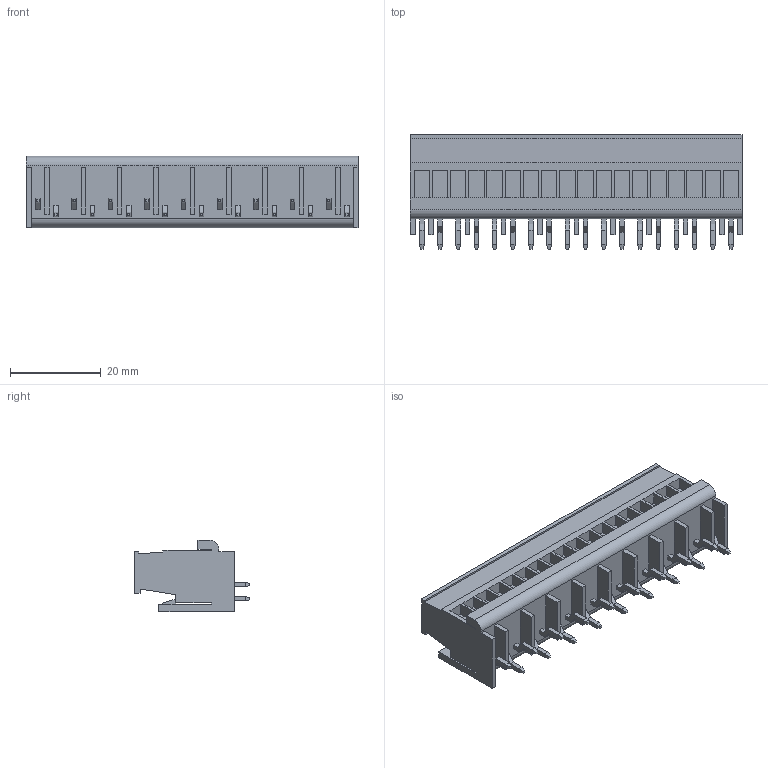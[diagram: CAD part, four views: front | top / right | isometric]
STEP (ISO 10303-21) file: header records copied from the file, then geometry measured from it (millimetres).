
FILE_DESCRIPTION(('CATIA V5 STEP Exchange','CAx-IF Rec.Pracs.--- Model Styling and Organization---1.4--- 2014-01-23'),'2;1');
FILE_NAME ('D1535794_0_2761120000_2761120000.stp','2022-05-19T07:43:41+00:00',('none'),('Weidmueller'),'CATIA Version 5-6 Release 2016 SP3 HF44','CATIA V5 STEP AP214','none');
FILE_SCHEMA(('AUTOMOTIVE_DESIGN { 1 0 10303 214 1 1 1 1 }'));
Length unit declared in the file: millimetre
Products named in the file (1): 2761120000
Bounding box: 73.03 x 25.24 x 15.7 mm (x, y, z)
Volume: 15124.2 mm3; surface area: 10303.7 mm2
Topology: 19 solids, 19 shells, 481 faces, 1195 edges, 796 vertices
Faces by surface type: plane 443, cylinder 38
Entity records: 13333 total; most frequent: ORIENTED_EDGE 2390, CARTESIAN_POINT 2342, DIRECTION 1895, EDGE_CURVE 1195, VECTOR 1119, LINE 1119, VERTEX_POINT 796, EDGE_LOOP 527
